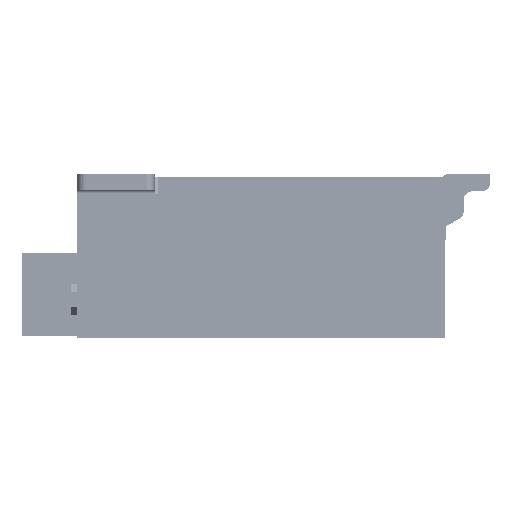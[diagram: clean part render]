
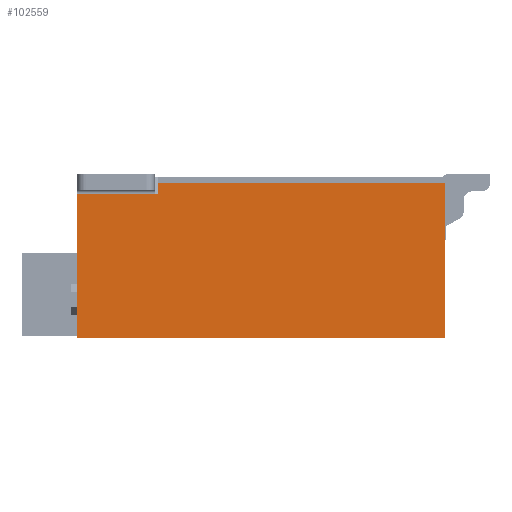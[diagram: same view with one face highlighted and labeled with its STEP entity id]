
A CAD part, left-side view. The second image highlights one B-rep face of the part: STEP entity #102559.
In plain terms, the highlighted planar face has unit normal (-1, 0, 0).
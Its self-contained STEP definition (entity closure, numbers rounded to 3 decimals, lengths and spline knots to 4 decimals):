
#1=DIRECTION('',(0.,-1.,0.));
#2=VECTOR('',#1,4.45);
#3=CARTESIAN_POINT('',(-19.975,1.6,1.145));
#4=LINE('',#3,#2);
#13=DIRECTION('',(0.,0.,-1.));
#14=VECTOR('',#13,0.17);
#15=CARTESIAN_POINT('',(-19.975,1.6,1.145));
#16=LINE('',#15,#14);
#195=DIRECTION('',(0.,1.,0.));
#196=VECTOR('',#195,5.7);
#197=CARTESIAN_POINT('',(-19.975,-2.85,-1.255));
#198=LINE('',#197,#196);
#387=DIRECTION('',(0.,0.,-1.));
#388=VECTOR('',#387,2.4);
#389=CARTESIAN_POINT('',(-19.975,-2.85,1.145));
#390=LINE('',#389,#388);
#15807=DIRECTION('',(0.,-1.,0.));
#15808=VECTOR('',#15807,1.25);
#15809=CARTESIAN_POINT('',(-19.975,2.85,0.975));
#15810=LINE('',#15809,#15808);
#15833=DIRECTION('',(0.,0.,1.));
#15834=VECTOR('',#15833,2.23);
#15835=CARTESIAN_POINT('',(-19.975,2.85,-1.255));
#15836=LINE('',#15835,#15834);
#79941=CARTESIAN_POINT('',(-19.975,1.6,1.145));
#79942=CARTESIAN_POINT('',(-19.975,-2.85,1.145));
#79943=VERTEX_POINT('',#79941);
#79944=VERTEX_POINT('',#79942);
#79945=CARTESIAN_POINT('',(-19.975,1.6,0.975));
#79946=VERTEX_POINT('',#79945);
#79947=CARTESIAN_POINT('',(-19.975,2.85,0.975));
#79948=VERTEX_POINT('',#79947);
#79949=CARTESIAN_POINT('',(-19.975,2.85,-1.255));
#79950=VERTEX_POINT('',#79949);
#79951=CARTESIAN_POINT('',(-19.975,-2.85,-1.255));
#79952=VERTEX_POINT('',#79951);
#102540=CARTESIAN_POINT('',(-19.975,0.,-0.055));
#102541=DIRECTION('',(1.,0.,0.));
#102542=DIRECTION('',(0.,-1.,0.));
#102543=AXIS2_PLACEMENT_3D('',#102540,#102541,#102542);
#102544=PLANE('',#102543);
#102546=ORIENTED_EDGE('',*,*,#102545,.T.);
#102548=ORIENTED_EDGE('',*,*,#102547,.T.);
#102550=ORIENTED_EDGE('',*,*,#102549,.T.);
#102552=ORIENTED_EDGE('',*,*,#102551,.T.);
#102554=ORIENTED_EDGE('',*,*,#102553,.T.);
#102556=ORIENTED_EDGE('',*,*,#102555,.F.);
#102557=EDGE_LOOP('',(#102546,#102548,#102550,#102552,#102554,#102556));
#102558=FACE_OUTER_BOUND('',#102557,.F.);
#102559=ADVANCED_FACE('',(#102558),#102544,.F.);
#102545=EDGE_CURVE('',#79943,#79944,#4,.T.);
#102547=EDGE_CURVE('',#79944,#79952,#390,.T.);
#102549=EDGE_CURVE('',#79952,#79950,#198,.T.);
#102551=EDGE_CURVE('',#79950,#79948,#15836,.T.);
#102553=EDGE_CURVE('',#79948,#79946,#15810,.T.);
#102555=EDGE_CURVE('',#79943,#79946,#16,.T.);
